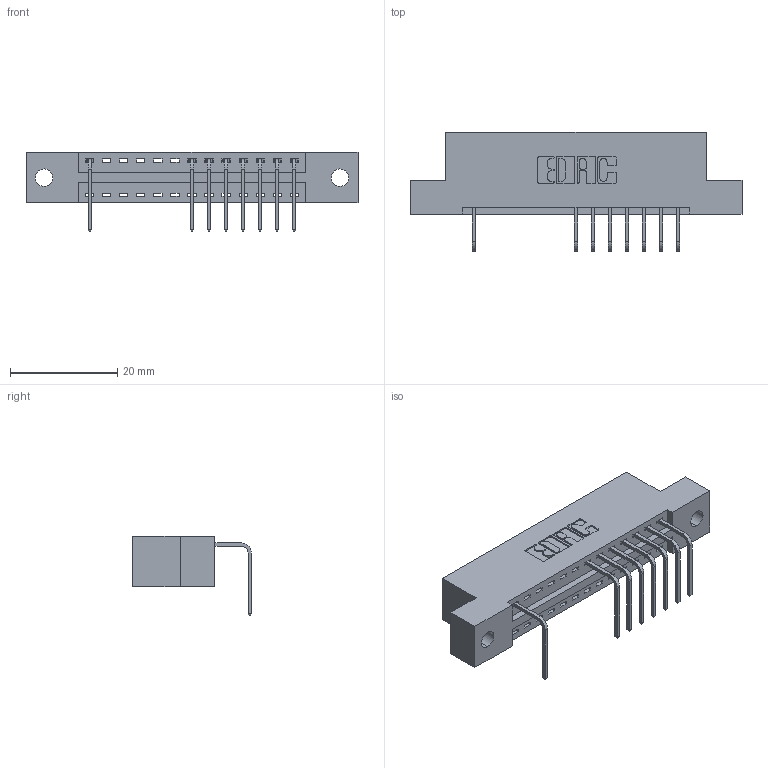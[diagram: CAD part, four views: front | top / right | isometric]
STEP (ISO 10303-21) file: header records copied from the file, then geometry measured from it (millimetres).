
FILE_DESCRIPTION (( 'STEP AP203' ), '1' );
FILE_NAME ('346-013-558-102.STEP', '2018-08-20T00:03:25', ( '' ), ( '' ), 'SwSTEP 2.0', 'SolidWorks 2016', '' );
FILE_SCHEMA (( 'CONFIG_CONTROL_DESIGN' ));
Length unit declared in the file: inch
Products named in the file (3): 346 Part_Flush Mounting Lugs - 0.128 Dia; 345-292-001_558 Tail - 2; 346-013-558-102
Assembly tree (9 placements, depth 2):
  346-013-558-102
    346 Part_Flush Mounting Lugs - 0.128 Dia
    345-292-001_558 Tail - 2  x8
Bounding box: 61.85 x 22.16 x 14.73 mm (x, y, z)
Volume: 5653.3 mm3; surface area: 6333.1 mm2
Topology: 9 solids, 9 shells, 662 faces, 1995 edges, 1318 vertices
Faces by surface type: plane 462, cylinder 200
Entity records: 11899 total; most frequent: CARTESIAN_POINT 2078, ORIENTED_EDGE 2030, DIRECTION 1863, EDGE_CURVE 1015, LINE 831, VECTOR 831, VERTEX_POINT 674, AXIS2_PLACEMENT_3D 516
